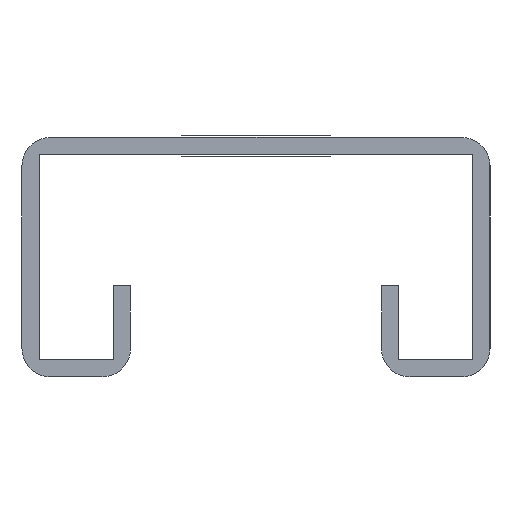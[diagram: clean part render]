
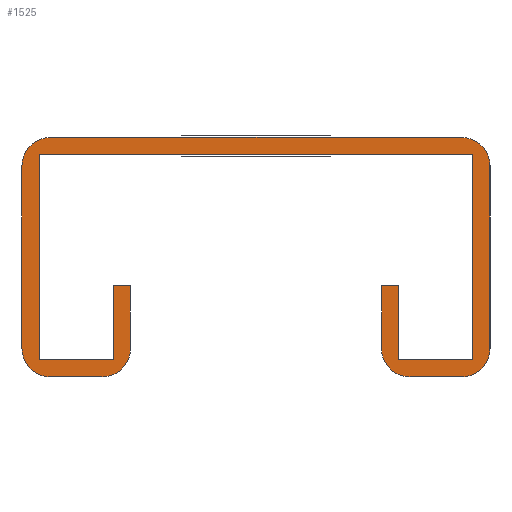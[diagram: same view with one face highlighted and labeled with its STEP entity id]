
A CAD part, left-side view. The second image highlights one B-rep face of the part: STEP entity #1525.
In plain terms, the highlighted planar face has unit normal (-1, 0, 0).
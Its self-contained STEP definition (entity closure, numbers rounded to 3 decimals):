
#113=FACE_OUTER_BOUND('',#161,.T.);
#161=EDGE_LOOP('',(#1234,#1235,#1236,#1237,#1238,#1239,#1240,#1241,#1242,
#1243,#1244,#1245,#1246,#1247,#1248,#1249,#1250,#1251,#1252,#1253,#1254,
#1255));
#196=CIRCLE('',#1571,2.5);
#197=CIRCLE('',#1574,2.5);
#198=CIRCLE('',#1577,2.5);
#199=CIRCLE('',#1580,2.5);
#200=CIRCLE('',#1586,2.5);
#201=CIRCLE('',#1587,2.5);
#267=LINE('',#2130,#465);
#270=LINE('',#2135,#468);
#272=LINE('',#2139,#470);
#274=LINE('',#2143,#472);
#276=LINE('',#2147,#474);
#278=LINE('',#2151,#476);
#280=LINE('',#2155,#478);
#283=LINE('',#2163,#481);
#286=LINE('',#2171,#484);
#290=LINE('',#2181,#488);
#293=LINE('',#2189,#491);
#295=LINE('',#2193,#493);
#297=LINE('',#2197,#495);
#298=LINE('',#2199,#496);
#299=LINE('',#2204,#497);
#300=LINE('',#2207,#498);
#465=VECTOR('',#1699,1.);
#468=VECTOR('',#1704,1.);
#470=VECTOR('',#1708,1.);
#472=VECTOR('',#1712,1.);
#474=VECTOR('',#1716,1.);
#476=VECTOR('',#1720,1.);
#478=VECTOR('',#1724,1.);
#481=VECTOR('',#1733,1.);
#484=VECTOR('',#1742,1.);
#488=VECTOR('',#1752,1.);
#491=VECTOR('',#1761,1.);
#493=VECTOR('',#1765,1.);
#495=VECTOR('',#1769,1.);
#496=VECTOR('',#1772,1.);
#497=VECTOR('',#1777,1.);
#498=VECTOR('',#1780,1.);
#668=VERTEX_POINT('',#2127);
#669=VERTEX_POINT('',#2129);
#670=VERTEX_POINT('',#2133);
#671=VERTEX_POINT('',#2137);
#672=VERTEX_POINT('',#2141);
#673=VERTEX_POINT('',#2145);
#674=VERTEX_POINT('',#2149);
#675=VERTEX_POINT('',#2153);
#676=VERTEX_POINT('',#2157);
#677=VERTEX_POINT('',#2161);
#678=VERTEX_POINT('',#2165);
#679=VERTEX_POINT('',#2169);
#680=VERTEX_POINT('',#2173);
#681=VERTEX_POINT('',#2175);
#682=VERTEX_POINT('',#2179);
#683=VERTEX_POINT('',#2183);
#684=VERTEX_POINT('',#2187);
#685=VERTEX_POINT('',#2191);
#686=VERTEX_POINT('',#2195);
#687=VERTEX_POINT('',#2201);
#688=VERTEX_POINT('',#2203);
#689=VERTEX_POINT('',#2205);
#905=EDGE_CURVE('',#669,#668,#267,.T.);
#908=EDGE_CURVE('',#668,#670,#270,.T.);
#910=EDGE_CURVE('',#670,#671,#272,.T.);
#912=EDGE_CURVE('',#671,#672,#274,.T.);
#914=EDGE_CURVE('',#672,#673,#276,.T.);
#916=EDGE_CURVE('',#674,#673,#278,.T.);
#918=EDGE_CURVE('',#675,#674,#280,.T.);
#920=EDGE_CURVE('',#676,#675,#196,.T.);
#922=EDGE_CURVE('',#677,#676,#283,.T.);
#924=EDGE_CURVE('',#678,#677,#197,.T.);
#926=EDGE_CURVE('',#679,#678,#286,.T.);
#928=EDGE_CURVE('',#680,#681,#198,.T.);
#931=EDGE_CURVE('',#682,#680,#290,.T.);
#933=EDGE_CURVE('',#683,#682,#199,.T.);
#935=EDGE_CURVE('',#684,#683,#293,.T.);
#937=EDGE_CURVE('',#684,#685,#295,.T.);
#939=EDGE_CURVE('',#685,#686,#297,.T.);
#940=EDGE_CURVE('',#686,#669,#298,.T.);
#941=EDGE_CURVE('',#687,#679,#200,.T.);
#942=EDGE_CURVE('',#688,#687,#299,.T.);
#943=EDGE_CURVE('',#689,#688,#201,.T.);
#944=EDGE_CURVE('',#681,#689,#300,.T.);
#1234=ORIENTED_EDGE('',*,*,#914,.T.);
#1235=ORIENTED_EDGE('',*,*,#916,.F.);
#1236=ORIENTED_EDGE('',*,*,#918,.F.);
#1237=ORIENTED_EDGE('',*,*,#920,.F.);
#1238=ORIENTED_EDGE('',*,*,#922,.F.);
#1239=ORIENTED_EDGE('',*,*,#924,.F.);
#1240=ORIENTED_EDGE('',*,*,#926,.F.);
#1241=ORIENTED_EDGE('',*,*,#941,.F.);
#1242=ORIENTED_EDGE('',*,*,#942,.F.);
#1243=ORIENTED_EDGE('',*,*,#943,.F.);
#1244=ORIENTED_EDGE('',*,*,#944,.F.);
#1245=ORIENTED_EDGE('',*,*,#928,.F.);
#1246=ORIENTED_EDGE('',*,*,#931,.F.);
#1247=ORIENTED_EDGE('',*,*,#933,.F.);
#1248=ORIENTED_EDGE('',*,*,#935,.F.);
#1249=ORIENTED_EDGE('',*,*,#937,.T.);
#1250=ORIENTED_EDGE('',*,*,#939,.T.);
#1251=ORIENTED_EDGE('',*,*,#940,.T.);
#1252=ORIENTED_EDGE('',*,*,#905,.T.);
#1253=ORIENTED_EDGE('',*,*,#908,.T.);
#1254=ORIENTED_EDGE('',*,*,#910,.T.);
#1255=ORIENTED_EDGE('',*,*,#912,.T.);
#1479=PLANE('',#1585);
#1525=ADVANCED_FACE('',(#113),#1479,.F.);
#1571=AXIS2_PLACEMENT_3D('',#2159,#1728,#1729);
#1574=AXIS2_PLACEMENT_3D('',#2167,#1737,#1738);
#1577=AXIS2_PLACEMENT_3D('',#2176,#1746,#1747);
#1580=AXIS2_PLACEMENT_3D('',#2185,#1756,#1757);
#1585=AXIS2_PLACEMENT_3D('',#2200,#1773,#1774);
#1586=AXIS2_PLACEMENT_3D('',#2202,#1775,#1776);
#1587=AXIS2_PLACEMENT_3D('',#2206,#1778,#1779);
#1699=DIRECTION('',(0.,0.,1.));
#1704=DIRECTION('',(0.,-1.,0.));
#1708=DIRECTION('',(0.,0.,-1.));
#1712=DIRECTION('',(0.,1.,0.));
#1716=DIRECTION('',(0.,0.,1.));
#1720=DIRECTION('',(0.,-1.,0.));
#1724=DIRECTION('',(0.,0.,1.));
#1728=DIRECTION('center_axis',(1.,0.,0.));
#1729=DIRECTION('ref_axis',(0.,0.707,-0.707));
#1733=DIRECTION('',(0.,1.,0.));
#1737=DIRECTION('center_axis',(1.,0.,0.));
#1738=DIRECTION('ref_axis',(0.,-0.707,-0.707));
#1742=DIRECTION('',(0.,0.,-1.));
#1746=DIRECTION('center_axis',(1.,0.,0.));
#1747=DIRECTION('ref_axis',(0.,0.707,-0.707));
#1752=DIRECTION('',(0.,1.,0.));
#1756=DIRECTION('center_axis',(1.,0.,0.));
#1757=DIRECTION('ref_axis',(0.,-0.707,-0.707));
#1761=DIRECTION('',(0.,0.,-1.));
#1765=DIRECTION('',(0.,1.,0.));
#1769=DIRECTION('',(0.,0.,-1.));
#1772=DIRECTION('',(0.,1.,0.));
#1773=DIRECTION('center_axis',(1.,0.,0.));
#1774=DIRECTION('ref_axis',(0.,0.,-1.));
#1775=DIRECTION('center_axis',(1.,0.,0.));
#1776=DIRECTION('ref_axis',(0.,-0.707,0.707));
#1777=DIRECTION('',(0.,-1.,0.));
#1778=DIRECTION('center_axis',(1.,0.,0.));
#1779=DIRECTION('ref_axis',(0.,0.707,0.707));
#1780=DIRECTION('',(0.,0.,1.));
#2127=CARTESIAN_POINT('',(12.45,52.692,18.768));
#2129=CARTESIAN_POINT('',(12.45,52.692,0.768));
#2130=CARTESIAN_POINT('',(12.45,52.692,11.497));
#2133=CARTESIAN_POINT('',(12.45,14.692,18.768));
#2135=CARTESIAN_POINT('',(12.45,24.692,18.768));
#2137=CARTESIAN_POINT('',(12.45,14.692,0.768));
#2139=CARTESIAN_POINT('',(12.45,14.692,11.497));
#2141=CARTESIAN_POINT('',(12.45,21.192,0.768));
#2143=CARTESIAN_POINT('',(12.45,25.817,0.768));
#2145=CARTESIAN_POINT('',(12.45,21.192,7.268));
#2147=CARTESIAN_POINT('',(12.45,21.192,11.497));
#2149=CARTESIAN_POINT('',(12.45,22.692,7.268));
#2151=CARTESIAN_POINT('',(12.45,22.692,7.268));
#2153=CARTESIAN_POINT('',(12.45,22.692,1.768));
#2155=CARTESIAN_POINT('',(12.45,22.692,-0.732));
#2157=CARTESIAN_POINT('',(12.45,20.192,-0.732));
#2159=CARTESIAN_POINT('Origin',(12.45,20.192,1.768));
#2161=CARTESIAN_POINT('',(12.45,15.692,-0.732));
#2163=CARTESIAN_POINT('',(12.45,13.192,-0.732));
#2165=CARTESIAN_POINT('',(12.45,13.192,1.768));
#2167=CARTESIAN_POINT('Origin',(12.45,15.692,1.768));
#2169=CARTESIAN_POINT('',(12.45,13.192,17.768));
#2171=CARTESIAN_POINT('',(12.45,13.192,40.268));
#2173=CARTESIAN_POINT('',(12.45,51.692,-0.732));
#2175=CARTESIAN_POINT('',(12.45,54.192,1.768));
#2176=CARTESIAN_POINT('Origin',(12.45,51.692,1.768));
#2179=CARTESIAN_POINT('',(12.45,47.192,-0.732));
#2181=CARTESIAN_POINT('',(12.45,44.692,-0.732));
#2183=CARTESIAN_POINT('',(12.45,44.692,1.768));
#2185=CARTESIAN_POINT('Origin',(12.45,47.192,1.768));
#2187=CARTESIAN_POINT('',(12.45,44.692,7.268));
#2189=CARTESIAN_POINT('',(12.45,44.692,7.268));
#2191=CARTESIAN_POINT('',(12.45,46.192,7.268));
#2193=CARTESIAN_POINT('',(12.45,46.692,7.268));
#2195=CARTESIAN_POINT('',(12.45,46.192,0.768));
#2197=CARTESIAN_POINT('',(12.45,46.192,11.497));
#2199=CARTESIAN_POINT('',(12.45,41.567,0.768));
#2200=CARTESIAN_POINT('Origin',(12.45,33.692,21.227));
#2201=CARTESIAN_POINT('',(12.45,15.692,20.268));
#2202=CARTESIAN_POINT('Origin',(12.45,15.692,17.768));
#2203=CARTESIAN_POINT('',(12.45,51.692,20.268));
#2204=CARTESIAN_POINT('',(12.45,54.192,20.268));
#2205=CARTESIAN_POINT('',(12.45,54.192,17.768));
#2206=CARTESIAN_POINT('Origin',(12.45,51.692,17.768));
#2207=CARTESIAN_POINT('',(12.45,54.192,-20.732));
